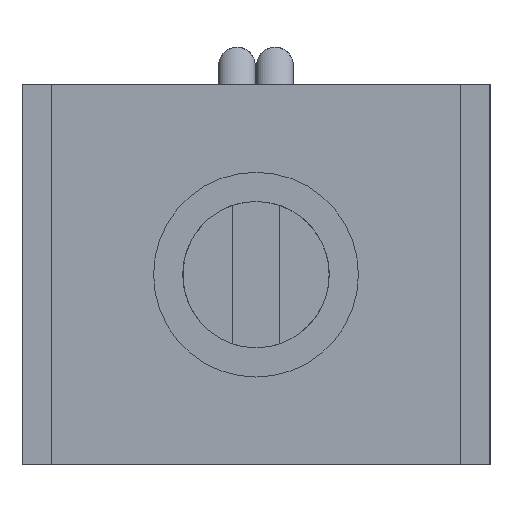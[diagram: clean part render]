
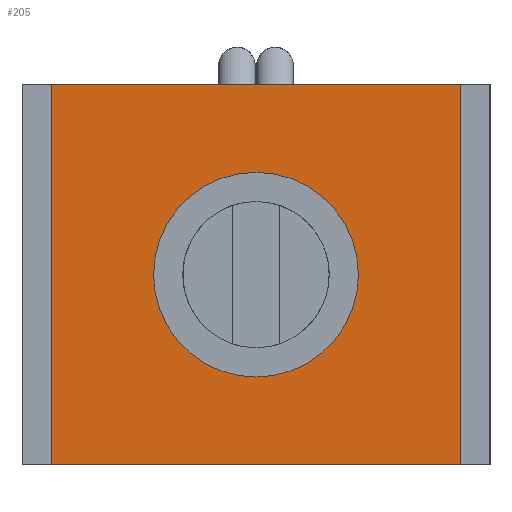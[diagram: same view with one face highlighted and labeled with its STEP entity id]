
A CAD part, left-side view. The second image highlights one B-rep face of the part: STEP entity #205.
In plain terms, the highlighted planar face has unit normal (-1, 0, 0).
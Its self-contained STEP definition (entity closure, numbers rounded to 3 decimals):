
#205 = ADVANCED_FACE( '', ( #404, #405 ), #406, .F. );
#404 = FACE_BOUND( '', #634, .T. );
#405 = FACE_OUTER_BOUND( '', #635, .T. );
#406 = PLANE( '', #636 );
#634 = EDGE_LOOP( '', ( #930 ) );
#635 = EDGE_LOOP( '', ( #931, #932, #933, #934 ) );
#636 = AXIS2_PLACEMENT_3D( '', #935, #936, #937 );
#930 = ORIENTED_EDGE( '', *, *, #1264, .T. );
#931 = ORIENTED_EDGE( '', *, *, #1242, .F. );
#932 = ORIENTED_EDGE( '', *, *, #1255, .F. );
#933 = ORIENTED_EDGE( '', *, *, #1265, .F. );
#934 = ORIENTED_EDGE( '', *, *, #1266, .F. );
#935 = CARTESIAN_POINT( '', ( 0.5, 0., 0. ) );
#936 = DIRECTION( '', ( 1., 0., 0. ) );
#937 = DIRECTION( '', ( 0., 0., -1. ) );
#1242 = EDGE_CURVE( '', #1430, #1432, #1433, .T. );
#1255 = EDGE_CURVE( '', #1450, #1430, #1452, .T. );
#1264 = EDGE_CURVE( '', #1465, #1465, #1466, .T. );
#1265 = EDGE_CURVE( '', #1467, #1450, #1468, .T. );
#1266 = EDGE_CURVE( '', #1432, #1467, #1469, .T. );
#1430 = VERTEX_POINT( '', #1677 );
#1432 = VERTEX_POINT( '', #1680 );
#1433 = LINE( '', #1681, #1682 );
#1450 = VERTEX_POINT( '', #1702 );
#1452 = LINE( '', #1705, #1706 );
#1465 = VERTEX_POINT( '', #1765 );
#1466 = CIRCLE( '', #1766, 2.5 );
#1467 = VERTEX_POINT( '', #1767 );
#1468 = LINE( '', #1768, #1769 );
#1469 = LINE( '', #1770, #1771 );
#1677 = CARTESIAN_POINT( '', ( 0.5, -7., -6.5 ) );
#1680 = CARTESIAN_POINT( '', ( 0.5, 7., -6.5 ) );
#1681 = CARTESIAN_POINT( '', ( 0.5, -7., -6.5 ) );
#1682 = VECTOR( '', #2027, 1000. );
#1702 = CARTESIAN_POINT( '', ( 0.5, -7., 6.5 ) );
#1705 = CARTESIAN_POINT( '', ( 0.5, -7., 6.5 ) );
#1706 = VECTOR( '', #2044, 1000. );
#1765 = CARTESIAN_POINT( '', ( 0.5, -2.5, 0. ) );
#1766 = AXIS2_PLACEMENT_3D( '', #2051, #2052, #2053 );
#1767 = CARTESIAN_POINT( '', ( 0.5, 7., 6.5 ) );
#1768 = CARTESIAN_POINT( '', ( 0.5, 7., 6.5 ) );
#1769 = VECTOR( '', #2054, 1000. );
#1770 = CARTESIAN_POINT( '', ( 0.5, 7., -6.5 ) );
#1771 = VECTOR( '', #2055, 1000. );
#2027 = DIRECTION( '', ( 0., 1., 0. ) );
#2044 = DIRECTION( '', ( 0., 0., -1. ) );
#2051 = CARTESIAN_POINT( '', ( 0.5, 0., 0. ) );
#2052 = DIRECTION( '', ( 1., 0., 0. ) );
#2053 = DIRECTION( '', ( 0., -1., 0. ) );
#2054 = DIRECTION( '', ( 0., -1., 0. ) );
#2055 = DIRECTION( '', ( 0., 0., 1. ) );
